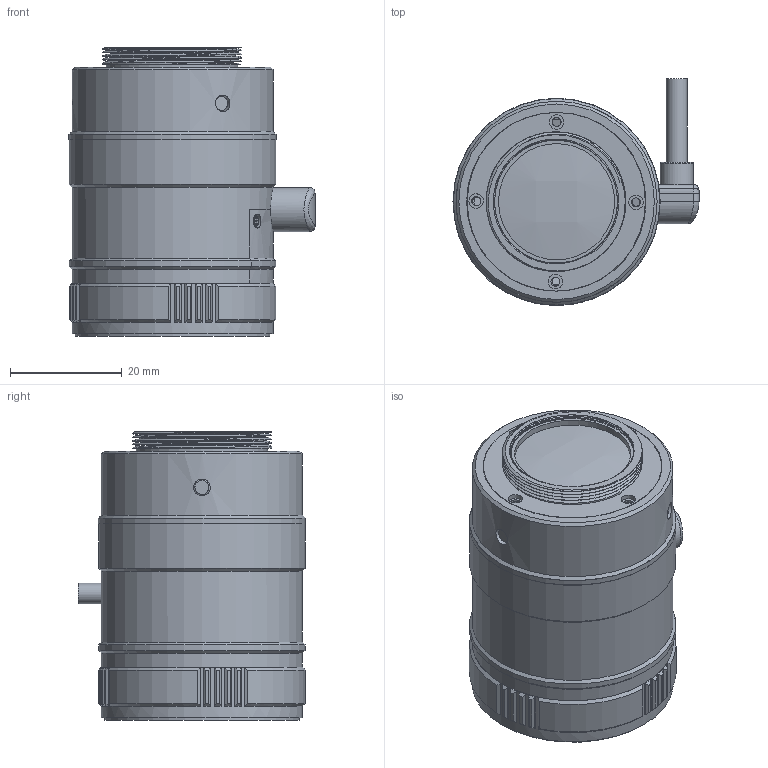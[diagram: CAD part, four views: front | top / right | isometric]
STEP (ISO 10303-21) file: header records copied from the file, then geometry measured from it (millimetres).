
FILE_DESCRIPTION (( 'STEP AP203' ), '1' );
FILE_NAME ('CV16 FINAL_volume.STEP', '2023-06-05T14:28:12', ( '' ), ( '' ), 'SwSTEP 2.0', 'SolidWorks 2022', '' );
FILE_SCHEMA (( 'CONFIG_CONTROL_DESIGN' ));
Length unit declared in the file: millimetre
Products named in the file (1): CV16 FINAL_volume
Bounding box: 44.05 x 40.65 x 51.72 mm (x, y, z)
Surface area: 12325.5 mm2 (no closed solid volume)
Topology: 0 solids, 20 shells, 308 faces, 941 edges, 646 vertices
Faces by surface type: plane 149, cylinder 93, cone 48, bspline 18
Full cylindrical faces by diameter (mm): 1.6 x8, 2 x2, 2.5 x12, 2.6 x4, 3 x3, 3.7 x1, 5.9 x1, 20.8 x1, 22 x10, 22.2 x1, 23.5 x1, 32 x2, 34 x1, 34.8 x1, 36 x2, 37 x1, 37.1 x1
Entity records: 18494 total; most frequent: CARTESIAN_POINT 11267, ORIENTED_EDGE 1435, DIRECTION 1327, EDGE_CURVE 822, VERTEX_POINT 592, AXIS2_PLACEMENT_3D 488, EDGE_LOOP 366, VECTOR 351
